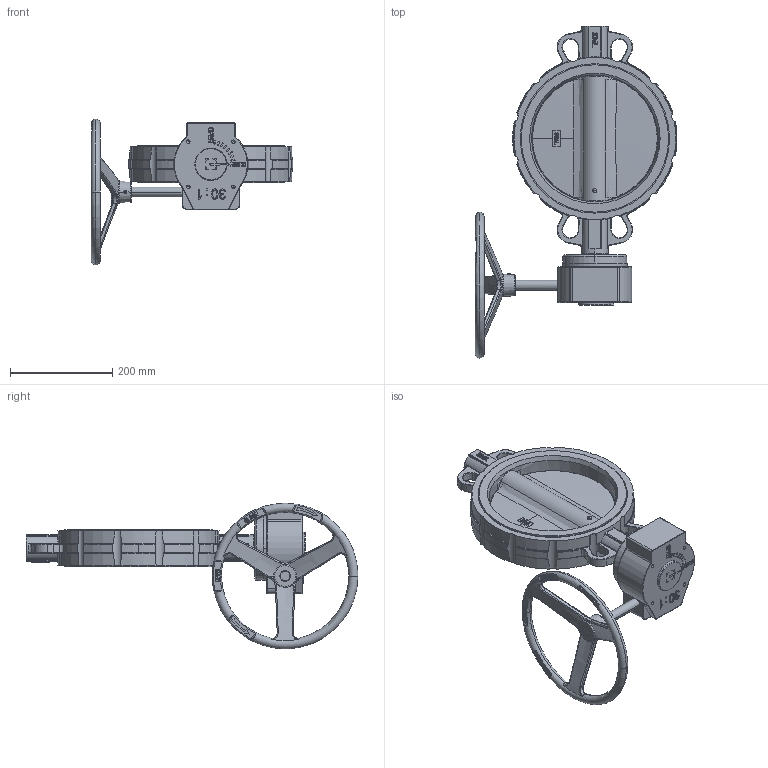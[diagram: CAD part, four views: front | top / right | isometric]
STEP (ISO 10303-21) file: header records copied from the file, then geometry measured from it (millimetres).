
FILE_DESCRIPTION (( 'STEP AP203' ), '1' );
FILE_NAME ('J9 DN250 + RM PN25.STEP', '2023-11-21T07:56:17', ( '' ), ( '' ), 'SwSTEP 2.0', 'SolidWorks 2023', '' );
FILE_SCHEMA (( 'CONFIG_CONTROL_DESIGN' ));
Products named in the file (1): J9 DN250 + RM PN25
Bounding box: 395.13 x 649.5 x 285 mm (x, y, z)
Volume: 5454738.5 mm3; surface area: 516376.1 mm2
Topology: 1 solids, 5 shells, 1333 faces, 3411 edges, 2128 vertices
Faces by surface type: plane 491, bspline 320, cylinder 230, torus 190, cone 82, sphere 20
Entity records: 71999 total; most frequent: CARTESIAN_POINT 41914, ORIENTED_EDGE 6730, DIRECTION 5551, EDGE_CURVE 3365, VERTEX_POINT 2128, AXIS2_PLACEMENT_3D 2048, LINE 1455, VECTOR 1455
